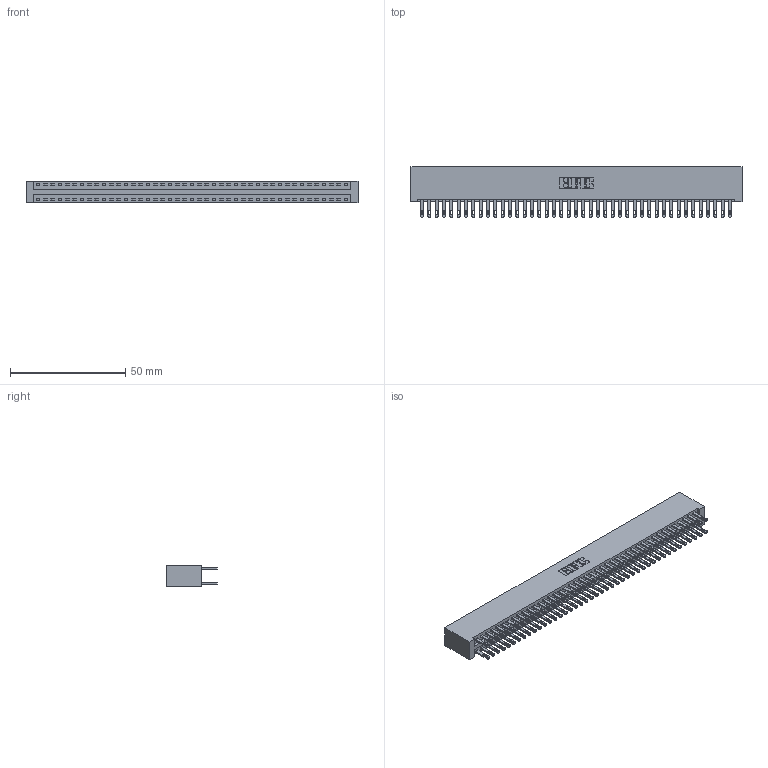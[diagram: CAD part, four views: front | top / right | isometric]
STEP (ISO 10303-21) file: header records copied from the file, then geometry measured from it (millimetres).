
FILE_DESCRIPTION (( 'STEP AP203' ), '1' );
FILE_NAME ('346-086-500-201.STEP', '2022-05-25T21:24:17', ( '' ), ( '' ), 'SwSTEP 2.0', 'SolidWorks 2020', '' );
FILE_SCHEMA (( 'CONFIG_CONTROL_DESIGN' ));
Length unit declared in the file: inch
Products named in the file (3): 346 Part_No Mounting Lugs; 346-086-500-201; 345-292-001_345-293-100
Assembly tree (87 placements, depth 2):
  346-086-500-201
    346 Part_No Mounting Lugs
    345-292-001_345-293-100  x86
Bounding box: 143.76 x 21.84 x 9.4 mm (x, y, z)
Volume: 14862.6 mm3; surface area: 21508.7 mm2
Topology: 87 solids, 87 shells, 4242 faces, 12947 edges, 8630 vertices
Faces by surface type: plane 2566, cylinder 1676
Entity records: 27581 total; most frequent: CARTESIAN_POINT 4540, ORIENTED_EDGE 4474, DIRECTION 4049, EDGE_CURVE 2237, VECTOR 1937, LINE 1937, VERTEX_POINT 1490, AXIS2_PLACEMENT_3D 1056
